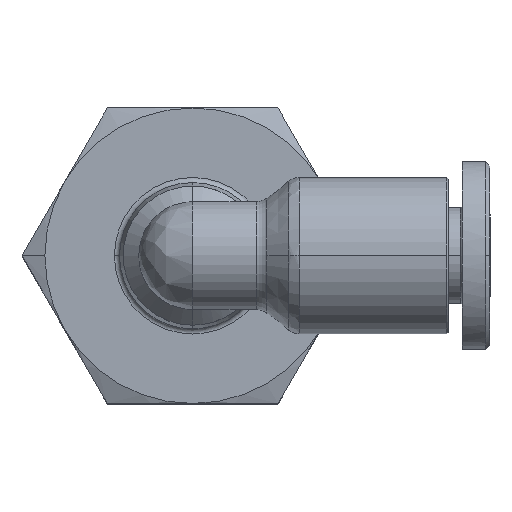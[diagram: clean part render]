
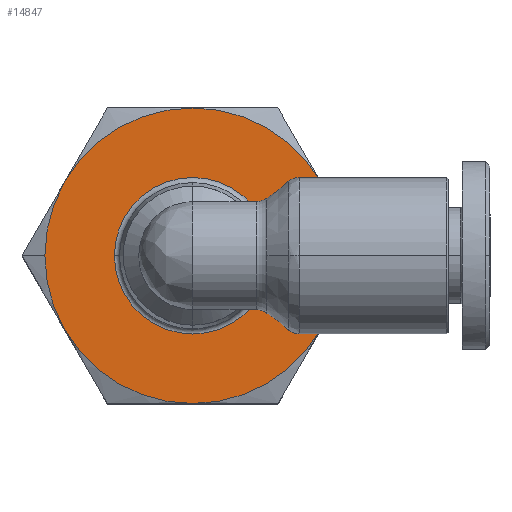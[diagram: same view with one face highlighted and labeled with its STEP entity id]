
A CAD part, top view. The second image highlights one B-rep face of the part: STEP entity #14847.
In plain terms, the highlighted planar face has unit normal (0, 0, 1).
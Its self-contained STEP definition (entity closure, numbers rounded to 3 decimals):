
#281 = DIRECTION ( 'NONE',  ( 0., 0., -1. ) ) ;
#723 = ORIENTED_EDGE ( 'NONE', *, *, #7329, .F. ) ;
#1020 = CARTESIAN_POINT ( 'NONE',  ( -5.3, 0., -4.8 ) ) ;
#1534 = DIRECTION ( 'NONE',  ( 0., 0., -1. ) ) ;
#1730 = ORIENTED_EDGE ( 'NONE', *, *, #14639, .F. ) ;
#1851 = FACE_OUTER_BOUND ( 'NONE', #14251, .T. ) ;
#1855 = CIRCLE ( 'NONE', #12893, 8.5 ) ;
#2308 = CARTESIAN_POINT ( 'NONE',  ( -9.801, 0., -4.8 ) ) ;
#2319 = EDGE_CURVE ( 'NONE', #3513, #11356, #13822, .T. ) ;
#2498 = DIRECTION ( 'NONE',  ( -1., 0., 0. ) ) ;
#2520 = CARTESIAN_POINT ( 'NONE',  ( -5.3, 0., -4.8 ) ) ;
#2549 = CIRCLE ( 'NONE', #4015, 8.5 ) ;
#2633 = AXIS2_PLACEMENT_3D ( 'NONE', #2520, #12005, #3703 ) ;
#2689 = ORIENTED_EDGE ( 'NONE', *, *, #8585, .F. ) ;
#2722 = VERTEX_POINT ( 'NONE', #8980 ) ;
#3164 = DIRECTION ( 'NONE',  ( 0., 0., -1. ) ) ;
#3217 = CARTESIAN_POINT ( 'NONE',  ( -5.3, 0., -4.8 ) ) ;
#3252 = CARTESIAN_POINT ( 'NONE',  ( 2.061, 4.25, -4.8 ) ) ;
#3513 = VERTEX_POINT ( 'NONE', #6788 ) ;
#3618 = CARTESIAN_POINT ( 'NONE',  ( -5.3, -8.5, -4.8 ) ) ;
#3703 = DIRECTION ( 'NONE',  ( -1., 0., 0. ) ) ;
#3760 = DIRECTION ( 'NONE',  ( 0., 0., 1. ) ) ;
#3887 = VERTEX_POINT ( 'NONE', #13692 ) ;
#3897 = ORIENTED_EDGE ( 'NONE', *, *, #7493, .F. ) ;
#4015 = AXIS2_PLACEMENT_3D ( 'NONE', #9238, #4348, #10446 ) ;
#4123 = DIRECTION ( 'NONE',  ( -1., 0., 0. ) ) ;
#4348 = DIRECTION ( 'NONE',  ( 0., 0., -1. ) ) ;
#4403 = VERTEX_POINT ( 'NONE', #3252 ) ;
#4411 = DIRECTION ( 'NONE',  ( 0., 0., -1. ) ) ;
#4843 = CIRCLE ( 'NONE', #2633, 8.5 ) ;
#4927 = DIRECTION ( 'NONE',  ( -1., 0., 0. ) ) ;
#4971 = PLANE ( 'NONE',  #13376 ) ;
#6186 = CARTESIAN_POINT ( 'NONE',  ( -5.3, 0., -4.8 ) ) ;
#6298 = CARTESIAN_POINT ( 'NONE',  ( -5.3, 0., -4.8 ) ) ;
#6466 = EDGE_CURVE ( 'NONE', #11101, #4403, #1855, .T. ) ;
#6507 = CIRCLE ( 'NONE', #14936, 4.501 ) ;
#6788 = CARTESIAN_POINT ( 'NONE',  ( 2.061, -4.25, -4.8 ) ) ;
#6822 = DIRECTION ( 'NONE',  ( -1., 0., 0. ) ) ;
#6885 = CARTESIAN_POINT ( 'NONE',  ( -0.799, 0., -4.8 ) ) ;
#7329 = EDGE_CURVE ( 'NONE', #9982, #10500, #9230, .T. ) ;
#7459 = CARTESIAN_POINT ( 'NONE',  ( -5.3, 0., -4.8 ) ) ;
#7462 = CARTESIAN_POINT ( 'NONE',  ( -5.3, 0., -4.8 ) ) ;
#7466 = ORIENTED_EDGE ( 'NONE', *, *, #2319, .F. ) ;
#7493 = EDGE_CURVE ( 'NONE', #3887, #9414, #2549, .T. ) ;
#7531 = CARTESIAN_POINT ( 'NONE',  ( -5.3, 8.5, -4.8 ) ) ;
#7545 = CARTESIAN_POINT ( 'NONE',  ( -5.3, 0., -4.8 ) ) ;
#7559 = DIRECTION ( 'NONE',  ( -1., 0., 0. ) ) ;
#7733 = EDGE_CURVE ( 'NONE', #11356, #3887, #15121, .T. ) ;
#7998 = FACE_BOUND ( 'NONE', #11325, .T. ) ;
#8413 = EDGE_CURVE ( 'NONE', #2722, #11101, #4843, .T. ) ;
#8560 = CIRCLE ( 'NONE', #11430, 8.5 ) ;
#8585 = EDGE_CURVE ( 'NONE', #10500, #9982, #6507, .T. ) ;
#8588 = DIRECTION ( 'NONE',  ( 0., 0., -1. ) ) ;
#8699 = CARTESIAN_POINT ( 'NONE',  ( -5.3, 0., -4.8 ) ) ;
#8793 = DIRECTION ( 'NONE',  ( -1., 0., 0. ) ) ;
#8980 = CARTESIAN_POINT ( 'NONE',  ( -12.661, 4.25, -4.8 ) ) ;
#9176 = AXIS2_PLACEMENT_3D ( 'NONE', #3217, #3164, #14983 ) ;
#9230 = CIRCLE ( 'NONE', #13143, 4.501 ) ;
#9238 = CARTESIAN_POINT ( 'NONE',  ( -5.3, 0., -4.8 ) ) ;
#9297 = AXIS2_PLACEMENT_3D ( 'NONE', #7462, #1534, #12268 ) ;
#9414 = VERTEX_POINT ( 'NONE', #10640 ) ;
#9625 = AXIS2_PLACEMENT_3D ( 'NONE', #8699, #12374, #4123 ) ;
#9982 = VERTEX_POINT ( 'NONE', #2308 ) ;
#10446 = DIRECTION ( 'NONE',  ( -1., 0., 0. ) ) ;
#10500 = VERTEX_POINT ( 'NONE', #6885 ) ;
#10640 = CARTESIAN_POINT ( 'NONE',  ( -13.8, 0., -4.8 ) ) ;
#11101 = VERTEX_POINT ( 'NONE', #7531 ) ;
#11325 = EDGE_LOOP ( 'NONE', ( #723, #2689 ) ) ;
#11356 = VERTEX_POINT ( 'NONE', #3618 ) ;
#11430 = AXIS2_PLACEMENT_3D ( 'NONE', #1020, #4411, #6822 ) ;
#12005 = DIRECTION ( 'NONE',  ( 0., 0., -1. ) ) ;
#12268 = DIRECTION ( 'NONE',  ( -1., 0., 0. ) ) ;
#12316 = CIRCLE ( 'NONE', #9625, 8.5 ) ;
#12360 = ORIENTED_EDGE ( 'NONE', *, *, #8413, .F. ) ;
#12374 = DIRECTION ( 'NONE',  ( 0., 0., -1. ) ) ;
#12411 = DIRECTION ( 'NONE',  ( 0., 0., 1. ) ) ;
#12893 = AXIS2_PLACEMENT_3D ( 'NONE', #6186, #281, #2498 ) ;
#13143 = AXIS2_PLACEMENT_3D ( 'NONE', #6298, #12411, #8793 ) ;
#13177 = ORIENTED_EDGE ( 'NONE', *, *, #7733, .F. ) ;
#13376 = AXIS2_PLACEMENT_3D ( 'NONE', #7545, #8588, #4927 ) ;
#13692 = CARTESIAN_POINT ( 'NONE',  ( -12.661, -4.25, -4.8 ) ) ;
#13822 = CIRCLE ( 'NONE', #9176, 8.5 ) ;
#13875 = ORIENTED_EDGE ( 'NONE', *, *, #14322, .F. ) ;
#14106 = ORIENTED_EDGE ( 'NONE', *, *, #6466, .F. ) ;
#14251 = EDGE_LOOP ( 'NONE', ( #3897, #13177, #7466, #1730, #14106, #12360, #13875 ) ) ;
#14322 = EDGE_CURVE ( 'NONE', #9414, #2722, #12316, .T. ) ;
#14639 = EDGE_CURVE ( 'NONE', #4403, #3513, #8560, .T. ) ;
#14847 = ADVANCED_FACE ( 'NONE', ( #7998, #1851 ), #4971, .F. ) ;
#14936 = AXIS2_PLACEMENT_3D ( 'NONE', #7459, #3760, #7559 ) ;
#14983 = DIRECTION ( 'NONE',  ( -1., 0., 0. ) ) ;
#15121 = CIRCLE ( 'NONE', #9297, 8.5 ) ;
